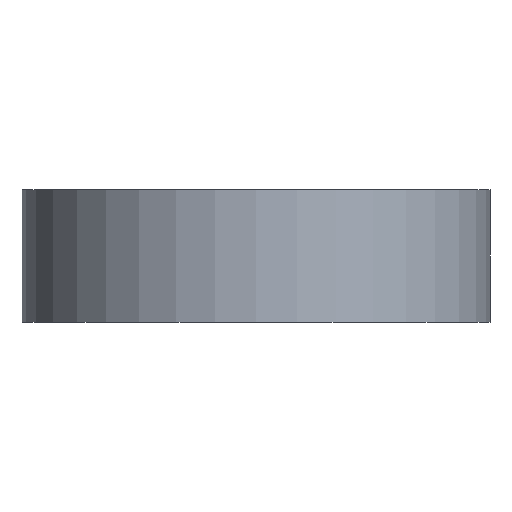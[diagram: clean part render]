
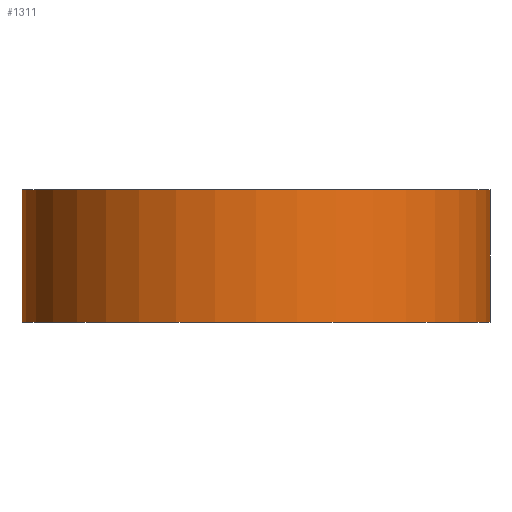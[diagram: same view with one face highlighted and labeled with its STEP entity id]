
A CAD part, front view. The second image highlights one B-rep face of the part: STEP entity #1311.
In plain terms, the highlighted cylindrical face has radius 23 mm (diameter 46 mm), a full revolution.
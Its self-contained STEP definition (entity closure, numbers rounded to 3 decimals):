
#128=FACE_OUTER_BOUND('',#201,.T.);
#201=EDGE_LOOP('',(#1198,#1199,#1200,#1201));
#237=CIRCLE('',#1396,23.);
#241=CIRCLE('',#1404,23.);
#410=LINE('',#4042,#467);
#467=VECTOR('',#1618,23.);
#594=VERTEX_POINT('',#4027);
#598=VERTEX_POINT('',#4041);
#794=EDGE_CURVE('',#594,#594,#237,.T.);
#800=EDGE_CURVE('',#594,#598,#410,.T.);
#801=EDGE_CURVE('',#598,#598,#241,.T.);
#1198=ORIENTED_EDGE('',*,*,#794,.F.);
#1199=ORIENTED_EDGE('',*,*,#800,.T.);
#1200=ORIENTED_EDGE('',*,*,#801,.T.);
#1201=ORIENTED_EDGE('',*,*,#800,.F.);
#1241=CYLINDRICAL_SURFACE('',#1403,23.);
#1311=ADVANCED_FACE('',(#128),#1241,.T.);
#1396=AXIS2_PLACEMENT_3D('',#4028,#1600,#1601);
#1403=AXIS2_PLACEMENT_3D('',#4040,#1616,#1617);
#1404=AXIS2_PLACEMENT_3D('',#4043,#1619,#1620);
#1600=DIRECTION('center_axis',(0.,0.,1.));
#1601=DIRECTION('ref_axis',(1.,0.,0.));
#1616=DIRECTION('center_axis',(0.,0.,1.));
#1617=DIRECTION('ref_axis',(1.,0.,0.));
#1618=DIRECTION('',(0.,0.,-1.));
#1619=DIRECTION('center_axis',(0.,0.,1.));
#1620=DIRECTION('ref_axis',(1.,0.,0.));
#4027=CARTESIAN_POINT('',(-23.,0.,13.));
#4028=CARTESIAN_POINT('Origin',(0.,0.,13.));
#4040=CARTESIAN_POINT('Origin',(0.,0.,0.));
#4041=CARTESIAN_POINT('',(-23.,0.,0.));
#4042=CARTESIAN_POINT('',(-23.,0.,0.));
#4043=CARTESIAN_POINT('Origin',(0.,0.,0.));
